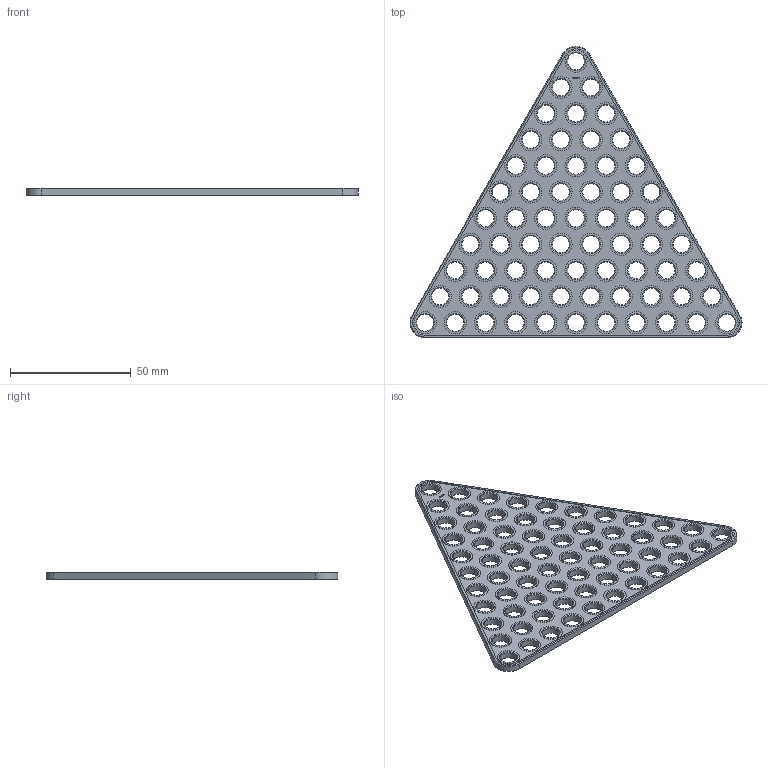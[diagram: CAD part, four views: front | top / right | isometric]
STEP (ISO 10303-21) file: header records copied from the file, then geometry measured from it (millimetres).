
FILE_DESCRIPTION(('FreeCAD Model'),'2;1');
FILE_NAME('Open CASCADE Shape Model','2024-01-31T12:57:06',(''),(''), 'Open CASCADE STEP processor 7.6','FreeCAD','Unknown');
FILE_SCHEMA(('AUTOMOTIVE_DESIGN { 1 0 10303 214 1 1 1 1 }'));
Products named in the file (1): Plate TRI CRNR BU11x00.25 - SPN-PLT-0022 (stemfie.org)
Bounding box: 137.5 x 120.75 x 3.12 mm (x, y, z)
Volume: 19863.3 mm3; surface area: 19038.4 mm2
Topology: 1 solids, 1 shells, 804 faces, 1968 edges, 1264 vertices
Faces by surface type: plane 382, extrusion 146, cylinder 138, cone 138
Full cylindrical faces by diameter (mm): 7 x66, 9.2 x66
Entity records: 50851 total; most frequent: CARTESIAN_POINT 11456, DIRECTION 6920, VECTOR 4630, LINE 4484, ORIENTED_EDGE 3936, PCURVE 3936, DEFINITIONAL_REPRESENTATION 3936, EDGE_CURVE 1968
